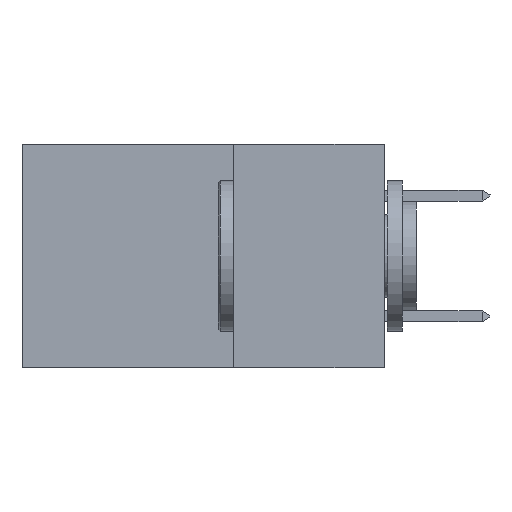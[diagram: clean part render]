
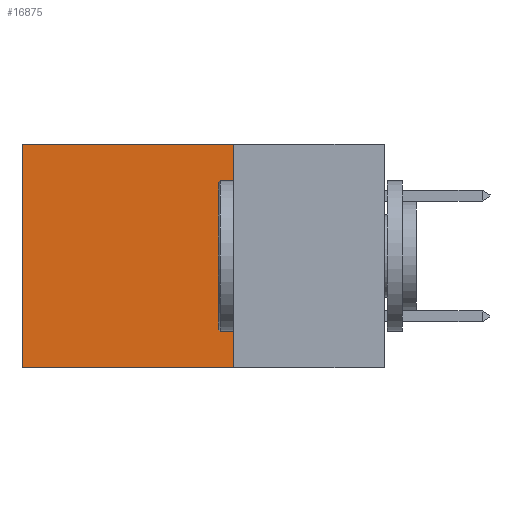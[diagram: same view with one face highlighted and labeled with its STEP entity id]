
A CAD part, left-side view. The second image highlights one B-rep face of the part: STEP entity #16875.
In plain terms, the highlighted planar face has unit normal (-1, 0, 0).
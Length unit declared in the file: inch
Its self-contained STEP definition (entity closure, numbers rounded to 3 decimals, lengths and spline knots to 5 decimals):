
#346 = LINE ( 'NONE', #435, #3471 ) ;
#435 = CARTESIAN_POINT ( 'NONE',  ( 0.2875, 0.25, -0.37 ) ) ;
#3178 = LINE ( 'NONE', #10780, #14971 ) ;
#3471 = VECTOR ( 'NONE', #29554, 39.37008 ) ;
#4462 = VERTEX_POINT ( 'NONE', #17684 ) ;
#4952 = VERTEX_POINT ( 'NONE', #24970 ) ;
#5264 = LINE ( 'NONE', #14167, #30643 ) ;
#6062 = ORIENTED_EDGE ( 'NONE', *, *, #24747, .F. ) ;
#6376 = DIRECTION ( 'NONE',  ( 1., 0., 0. ) ) ;
#6443 = LINE ( 'NONE', #11513, #20221 ) ;
#6544 = DIRECTION ( 'NONE',  ( 0., 1., 0. ) ) ;
#7565 = AXIS2_PLACEMENT_3D ( 'NONE', #26208, #6376, #23715 ) ;
#8361 = PLANE ( 'NONE',  #7565 ) ;
#8419 = FACE_OUTER_BOUND ( 'NONE', #10037, .T. ) ;
#9256 = ORIENTED_EDGE ( 'NONE', *, *, #30105, .F. ) ;
#10037 = EDGE_LOOP ( 'NONE', ( #12716, #9256, #6062, #30183 ) ) ;
#10780 = CARTESIAN_POINT ( 'NONE',  ( 0.2875, 0.25, 0. ) ) ;
#11513 = CARTESIAN_POINT ( 'NONE',  ( 0.2875, 0.25, 0. ) ) ;
#12716 = ORIENTED_EDGE ( 'NONE', *, *, #18599, .T. ) ;
#14167 = CARTESIAN_POINT ( 'NONE',  ( 0.2875, 0.6, 0. ) ) ;
#14971 = VECTOR ( 'NONE', #30853, 39.37008 ) ;
#16875 = ADVANCED_FACE ( 'NONE', ( #8419 ), #8361, .F. ) ;
#17684 = CARTESIAN_POINT ( 'NONE',  ( 0.2875, 0.6, 0. ) ) ;
#18363 = CARTESIAN_POINT ( 'NONE',  ( 0.2875, 0.25, 0. ) ) ;
#18599 = EDGE_CURVE ( 'NONE', #4462, #4952, #5264, .T. ) ;
#20221 = VECTOR ( 'NONE', #6544, 39.37008 ) ;
#21413 = CARTESIAN_POINT ( 'NONE',  ( 0.2875, 0.25, -0.37 ) ) ;
#23704 = VERTEX_POINT ( 'NONE', #21413 ) ;
#23715 = DIRECTION ( 'NONE',  ( 0., 0., -1. ) ) ;
#24747 = EDGE_CURVE ( 'NONE', #26140, #23704, #3178, .T. ) ;
#24970 = CARTESIAN_POINT ( 'NONE',  ( 0.2875, 0.6, -0.37 ) ) ;
#26140 = VERTEX_POINT ( 'NONE', #18363 ) ;
#26208 = CARTESIAN_POINT ( 'NONE',  ( 0.2875, 0.25, 0. ) ) ;
#29554 = DIRECTION ( 'NONE',  ( 0., 1., 0. ) ) ;
#30105 = EDGE_CURVE ( 'NONE', #23704, #4952, #346, .T. ) ;
#30183 = ORIENTED_EDGE ( 'NONE', *, *, #31139, .T. ) ;
#30643 = VECTOR ( 'NONE', #31461, 39.37008 ) ;
#30853 = DIRECTION ( 'NONE',  ( 0., 0., -1. ) ) ;
#31139 = EDGE_CURVE ( 'NONE', #26140, #4462, #6443, .T. ) ;
#31461 = DIRECTION ( 'NONE',  ( 0., 0., -1. ) ) ;
